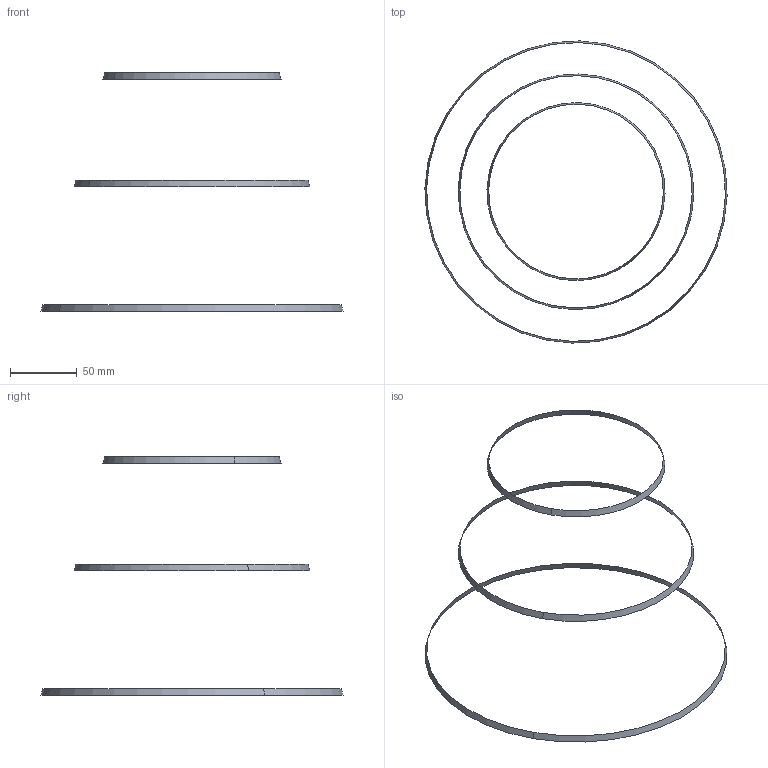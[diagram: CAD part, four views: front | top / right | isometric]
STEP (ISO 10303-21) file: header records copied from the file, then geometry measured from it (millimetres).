
FILE_DESCRIPTION(('CATIA V5 STEP Exchange'),'2;1');
FILE_NAME('R.stp','2021-11-29T12:22:32+00:00',('none'),('none'),'CATIA Version 5 Release 21 GA (IN-10)','CATIA V5 STEP AP203','none');
FILE_SCHEMA(('CONFIG_CONTROL_DESIGN'));
Length unit declared in the file: millimetre
Products named in the file (1): Cone_Uncutted
Bounding box: 226.62 x 226.62 x 178.7 mm (x, y, z)
Surface area: 8373.5 mm2 (no closed solid volume)
Topology: 0 solids, 3 shells, 6 faces, 18 edges, 12 vertices
Faces by surface type: cone 6
Entity records: 225 total; most frequent: CARTESIAN_POINT 34, DIRECTION 24, ORIENTED_EDGE 24, EDGE_CURVE 18, AXIS2_PLACEMENT_3D 16, CIRCLE 12, VERTEX_POINT 12, VECTOR 6
